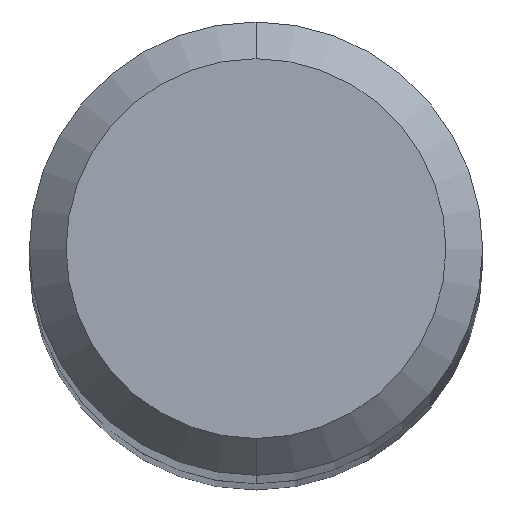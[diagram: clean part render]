
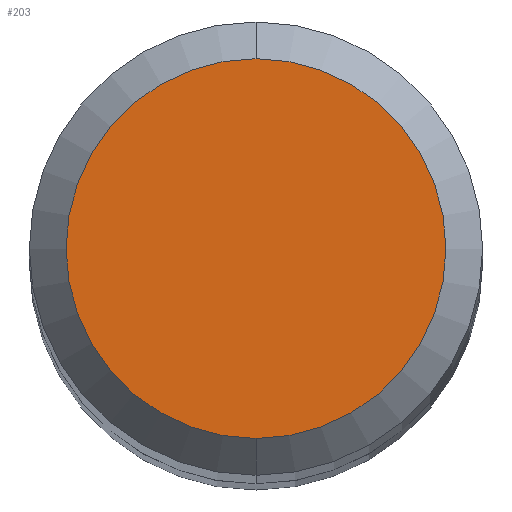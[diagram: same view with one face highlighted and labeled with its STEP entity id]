
A CAD part, top view. The second image highlights one B-rep face of the part: STEP entity #203.
In plain terms, the highlighted planar face has unit normal (0, 0, 1).
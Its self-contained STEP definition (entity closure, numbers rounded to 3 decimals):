
#161=EDGE_CURVE('',#167,#349,#436,.T.);
#167=VERTEX_POINT('',#443);
#203=ADVANCED_FACE('',(#482),#483,.T.);
#217=EDGE_CURVE('',#349,#167,#498,.T.);
#349=VERTEX_POINT('',#646);
#436=CIRCLE('',#730,1.55);
#443=CARTESIAN_POINT('',(0.,-1.55,0.0));
#482=FACE_OUTER_BOUND('',#814,.T.);
#483=PLANE('',#815);
#498=CIRCLE('',#845,1.55);
#646=CARTESIAN_POINT('',(0.0,1.55,0.0));
#730=AXIS2_PLACEMENT_3D('',#1313,#1314,#1315);
#814=EDGE_LOOP('',(#1357,#1358));
#815=AXIS2_PLACEMENT_3D('',#1359,#1360,#1361);
#845=AXIS2_PLACEMENT_3D('',#1376,#1377,#1378);
#1313=CARTESIAN_POINT('',(0.0,0.0,0.0));
#1314=DIRECTION('',(0.0,0.0,-1.0));
#1315=DIRECTION('',(0.0,1.0,0.0));
#1357=ORIENTED_EDGE('',*,*,#217,.F.);
#1358=ORIENTED_EDGE('',*,*,#161,.F.);
#1359=CARTESIAN_POINT('',(0.0,0.775,0.0));
#1360=DIRECTION('',(-0.0,0.0,1.0));
#1361=DIRECTION('',(0.0,-1.0,0.0));
#1376=CARTESIAN_POINT('',(0.0,0.0,0.0));
#1377=DIRECTION('',(0.0,0.0,-1.0));
#1378=DIRECTION('',(0.0,1.0,0.0));
